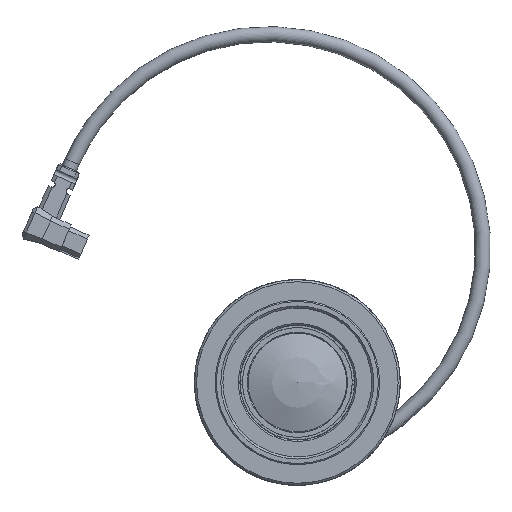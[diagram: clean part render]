
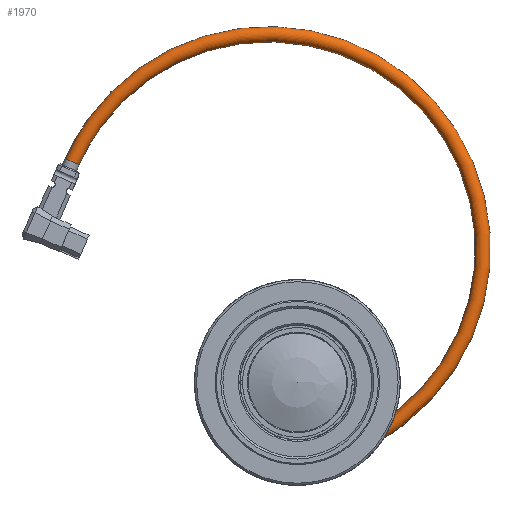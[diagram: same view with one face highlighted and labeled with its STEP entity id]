
A CAD part, left-side view. The second image highlights one B-rep face of the part: STEP entity #1970.
In plain terms, the highlighted toroidal (fillet/blend) face has major radius 52.145 mm and minor radius 1.85 mm.
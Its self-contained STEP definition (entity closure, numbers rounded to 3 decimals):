
#141=TOROIDAL_SURFACE('',#13844,52.145,1.85);
#238=B_SPLINE_CURVE_WITH_KNOTS('',3,(#19103,#19104,#19105,#19106,#19107,
#19108,#19109,#19110,#19111,#19112,#19113,#19114,#19115,#19116),
 .UNSPECIFIED.,.F.,.F.,(4,2,2,2,2,2,4),(0.,0.125,0.25,0.375,
0.5,0.75,1.),.UNSPECIFIED.);
#240=B_SPLINE_CURVE_WITH_KNOTS('',3,(#19143,#19144,#19145,#19146),
 .UNSPECIFIED.,.F.,.F.,(4,4),(0.,1.),.UNSPECIFIED.);
#242=B_SPLINE_CURVE_WITH_KNOTS('',3,(#19159,#19160,#19161,#19162),
 .UNSPECIFIED.,.F.,.F.,(4,4),(0.,1.),.UNSPECIFIED.);
#243=B_SPLINE_CURVE_WITH_KNOTS('',3,(#19164,#19165,#19166,#19167,#19168,
#19169,#19170,#19171,#19172,#19173),.UNSPECIFIED.,.F.,.F.,(4,2,2,2,4),(0.,
0.5,0.75,0.875,1.),.UNSPECIFIED.);
#1970=ADVANCED_FACE('',(#2790,#2791),#141,.T.);
#2790=FACE_BOUND('',#3492,.T.);
#2791=FACE_BOUND('',#3493,.T.);
#3492=EDGE_LOOP('',(#7153));
#3493=EDGE_LOOP('',(#7154,#7155,#7156,#7157));
#7153=ORIENTED_EDGE('',*,*,#11791,.F.);
#7154=ORIENTED_EDGE('',*,*,#11803,.T.);
#7155=ORIENTED_EDGE('',*,*,#11806,.T.);
#7156=ORIENTED_EDGE('',*,*,#11805,.T.);
#7157=ORIENTED_EDGE('',*,*,#11793,.F.);
#9992=VERTEX_POINT('',#19098);
#9994=VERTEX_POINT('',#19102);
#9995=VERTEX_POINT('',#19117);
#10001=VERTEX_POINT('',#19142);
#10002=VERTEX_POINT('',#19158);
#11791=EDGE_CURVE('',#9992,#9992,#13102,.T.);
#11793=EDGE_CURVE('',#9994,#9995,#238,.T.);
#11803=EDGE_CURVE('',#9994,#10001,#240,.T.);
#11805=EDGE_CURVE('',#10002,#9995,#242,.T.);
#11806=EDGE_CURVE('',#10001,#10002,#243,.T.);
#13102=CIRCLE('',#13835,1.85);
#13835=AXIS2_PLACEMENT_3D('',#19097,#16021,#16022);
#13844=AXIS2_PLACEMENT_3D('',#19174,#16046,#16047);
#16021=DIRECTION('',(0.,0.406,-0.914));
#16022=DIRECTION('',(0.,0.914,0.406));
#16046=DIRECTION('',(-1.,0.,0.));
#16047=DIRECTION('',(0.,-0.927,0.375));
#19097=CARTESIAN_POINT('',(-57.16,54.683,53.669));
#19098=CARTESIAN_POINT('',(-57.16,56.373,54.42));
#19102=CARTESIAN_POINT('',(-58.977,-23.055,-9.668));
#19103=CARTESIAN_POINT('',(-58.977,-23.055,-9.668));
#19104=CARTESIAN_POINT('',(-58.929,-23.237,-9.235));
#19105=CARTESIAN_POINT('',(-58.831,-23.405,-8.797));
#19106=CARTESIAN_POINT('',(-58.473,-23.702,-7.964));
#19107=CARTESIAN_POINT('',(-58.216,-23.83,-7.563));
#19108=CARTESIAN_POINT('',(-57.413,-23.984,-7.058));
#19109=CARTESIAN_POINT('',(-56.864,-23.98,-7.072));
#19110=CARTESIAN_POINT('',(-56.085,-23.822,-7.588));
#19111=CARTESIAN_POINT('',(-55.828,-23.69,-7.999));
#19112=CARTESIAN_POINT('',(-55.308,-23.247,-9.238));
#19113=CARTESIAN_POINT('',(-55.251,-22.874,-10.131));
#19114=CARTESIAN_POINT('',(-55.451,-22.049,-11.821));
#19115=CARTESIAN_POINT('',(-55.676,-21.574,-12.654));
#19116=CARTESIAN_POINT('',(-56.276,-21.182,-13.278));
#19117=CARTESIAN_POINT('',(-56.276,-21.182,-13.278));
#19142=CARTESIAN_POINT('',(-58.947,-21.685,-10.459));
#19143=CARTESIAN_POINT('',(-58.977,-23.055,-9.668));
#19144=CARTESIAN_POINT('',(-58.967,-22.598,-9.931));
#19145=CARTESIAN_POINT('',(-58.957,-22.142,-10.195));
#19146=CARTESIAN_POINT('',(-58.947,-21.685,-10.459));
#19158=CARTESIAN_POINT('',(-56.281,-19.303,-14.388));
#19159=CARTESIAN_POINT('',(-56.281,-19.303,-14.388));
#19160=CARTESIAN_POINT('',(-56.284,-19.939,-14.033));
#19161=CARTESIAN_POINT('',(-56.282,-20.565,-13.663));
#19162=CARTESIAN_POINT('',(-56.276,-21.182,-13.278));
#19164=CARTESIAN_POINT('',(-58.947,-21.685,-10.459));
#19165=CARTESIAN_POINT('',(-59.103,-21.185,-11.496));
#19166=CARTESIAN_POINT('',(-58.99,-20.599,-12.509));
#19167=CARTESIAN_POINT('',(-58.443,-19.685,-13.872));
#19168=CARTESIAN_POINT('',(-58.204,-19.354,-14.324));
#19169=CARTESIAN_POINT('',(-57.545,-19.007,-14.778));
#19170=CARTESIAN_POINT('',(-57.239,-18.935,-14.869));
#19171=CARTESIAN_POINT('',(-56.676,-19.032,-14.745));
#19172=CARTESIAN_POINT('',(-56.455,-19.165,-14.573));
#19173=CARTESIAN_POINT('',(-56.281,-19.303,-14.388));
#19174=CARTESIAN_POINT('',(-57.16,7.029,32.497));
